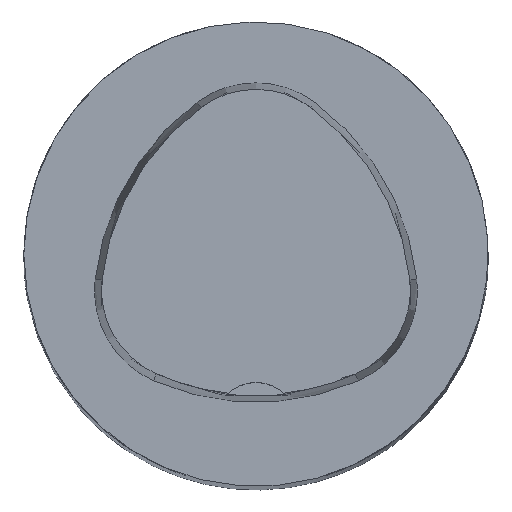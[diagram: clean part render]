
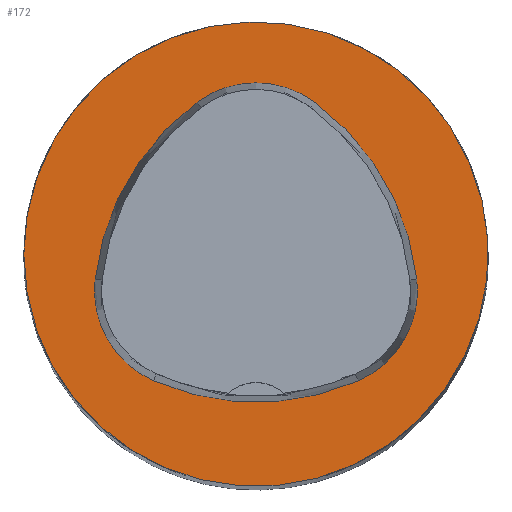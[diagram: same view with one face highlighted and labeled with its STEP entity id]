
A CAD part, top view. The second image highlights one B-rep face of the part: STEP entity #172.
In plain terms, the highlighted planar face has unit normal (0, 0, 1).
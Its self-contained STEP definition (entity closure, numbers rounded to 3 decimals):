
#61=CIRCLE('',#1332,40.);
#66=CIRCLE('',#1361,44.);
#68=CIRCLE('',#1364,17.);
#70=CIRCLE('',#1367,44.);
#72=CIRCLE('',#1370,17.);
#76=CIRCLE('',#1375,44.);
#78=CIRCLE('',#1378,17.);
#136=FACE_BOUND('',#366,.T.);
#137=FACE_BOUND('',#367,.T.);
#172=ADVANCED_FACE('',(#136,#137),#232,.T.);
#232=PLANE('',#1383);
#366=EDGE_LOOP('',(#613,#614,#615,#616,#617,#618));
#367=EDGE_LOOP('',(#619));
#613=ORIENTED_EDGE('',*,*,#1004,.T.);
#614=ORIENTED_EDGE('',*,*,#984,.T.);
#615=ORIENTED_EDGE('',*,*,#988,.T.);
#616=ORIENTED_EDGE('',*,*,#991,.T.);
#617=ORIENTED_EDGE('',*,*,#994,.T.);
#618=ORIENTED_EDGE('',*,*,#1002,.T.);
#619=ORIENTED_EDGE('',*,*,#949,.F.);
#828=VERTEX_POINT('',#1956);
#847=VERTEX_POINT('',#2028);
#848=VERTEX_POINT('',#2029);
#851=VERTEX_POINT('',#2037);
#853=VERTEX_POINT('',#2043);
#855=VERTEX_POINT('',#2049);
#862=VERTEX_POINT('',#2070);
#949=EDGE_CURVE('',#828,#828,#61,.T.);
#984=EDGE_CURVE('',#847,#848,#66,.T.);
#988=EDGE_CURVE('',#848,#851,#68,.T.);
#991=EDGE_CURVE('',#851,#853,#70,.T.);
#994=EDGE_CURVE('',#853,#855,#72,.T.);
#1002=EDGE_CURVE('',#855,#862,#76,.T.);
#1004=EDGE_CURVE('',#862,#847,#78,.T.);
#1332=AXIS2_PLACEMENT_3D('',#1955,#1500,#1501);
#1361=AXIS2_PLACEMENT_3D('',#2027,#1582,#1583);
#1364=AXIS2_PLACEMENT_3D('',#2036,#1590,#1591);
#1367=AXIS2_PLACEMENT_3D('',#2042,#1597,#1598);
#1370=AXIS2_PLACEMENT_3D('',#2048,#1604,#1605);
#1375=AXIS2_PLACEMENT_3D('',#2071,#1616,#1617);
#1378=AXIS2_PLACEMENT_3D('',#2074,#1622,#1623);
#1383=AXIS2_PLACEMENT_3D('',#2079,#1632,#1633);
#1500=DIRECTION('',(0.,0.,-1.));
#1501=DIRECTION('',(-1.,0.,0.));
#1582=DIRECTION('',(0.,0.,-1.));
#1583=DIRECTION('',(-1.,0.,0.));
#1590=DIRECTION('',(0.,0.,-1.));
#1591=DIRECTION('',(-1.,0.,0.));
#1597=DIRECTION('',(0.,0.,-1.));
#1598=DIRECTION('',(-1.,0.,0.));
#1604=DIRECTION('',(0.,0.,-1.));
#1605=DIRECTION('',(-1.,0.,0.));
#1616=DIRECTION('',(0.,0.,-1.));
#1617=DIRECTION('',(-1.,0.,0.));
#1622=DIRECTION('',(0.,0.,-1.));
#1623=DIRECTION('',(-1.,0.,0.));
#1632=DIRECTION('',(0.,0.,1.));
#1633=DIRECTION('',(-1.,0.,0.));
#1955=CARTESIAN_POINT('',(0.,0.,0.));
#1956=CARTESIAN_POINT('',(-40.,0.,0.));
#2027=CARTESIAN_POINT('',(16.01,-9.224,0.));
#2028=CARTESIAN_POINT('',(-27.722,-4.378,0.));
#2029=CARTESIAN_POINT('',(-10.119,26.178,0.));
#2036=CARTESIAN_POINT('',(-0.023,12.5,0.));
#2037=CARTESIAN_POINT('',(10.049,26.194,0.));
#2042=CARTESIAN_POINT('',(-16.021,-9.25,0.));
#2043=CARTESIAN_POINT('',(27.71,-4.394,0.));
#2048=CARTESIAN_POINT('',(10.814,-6.27,0.));
#2049=CARTESIAN_POINT('',(17.611,-21.852,0.));
#2070=CARTESIAN_POINT('',(-17.652,-21.819,0.));
#2071=CARTESIAN_POINT('',(0.017,18.477,0.));
#2074=CARTESIAN_POINT('',(-10.825,-6.25,0.));
#2079=CARTESIAN_POINT('',(0.,0.,0.));
